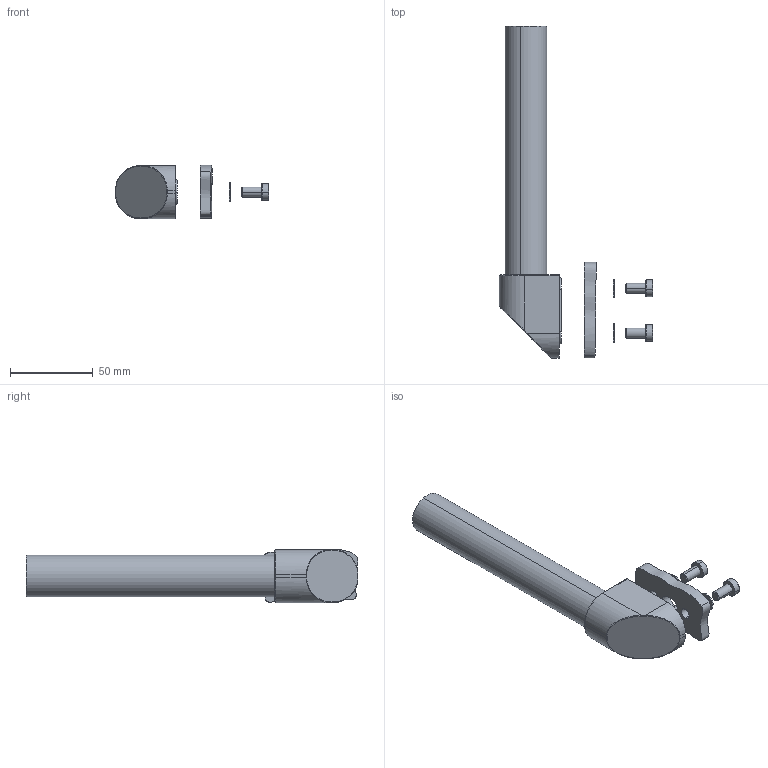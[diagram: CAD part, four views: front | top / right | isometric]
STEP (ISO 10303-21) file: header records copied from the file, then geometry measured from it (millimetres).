
FILE_DESCRIPTION (( 'STEP AP214' ), '1' );
FILE_NAME ('49000104.STEP', '2016-02-26T10:21:00', ( 'Macha' ), ( 'Hewlett-Packard Company' ), 'SwSTEP 2.0', 'SolidWorks 2015', '' );
FILE_SCHEMA (( 'AUTOMOTIVE_DESIGN' ));
Length unit declared in the file: millimetre
Products named in the file (7): 49000104; 84170; 93103; 83033; 82002_Dichtung f〉 Leuchtmelder; E001333_Bearbeitung f〉 Leuchtmelder; 94780_L„nge 150mm
Assembly tree (8 placements, depth 2):
  49000104
    84170
    93103  x2
    83033  x2
    82002_Dichtung f〉 Leuchtmelder
    E001333_Bearbeitung f〉 Leuchtmelder
    94780_L„nge 150mm
Bounding box: 92.2 x 200 x 32.15 mm (x, y, z)
Volume: 56464.7 mm3; surface area: 41432 mm2
Topology: 8 solids, 8 shells, 225 faces, 545 edges, 338 vertices
Faces by surface type: cylinder 97, plane 93, torus 22, cone 7, bspline 6
Entity records: 5535 total; most frequent: CARTESIAN_POINT 1369, DIRECTION 853, ORIENTED_EDGE 766, EDGE_CURVE 383, AXIS2_PLACEMENT_3D 325, VERTEX_POINT 237, VECTOR 203, LINE 203
